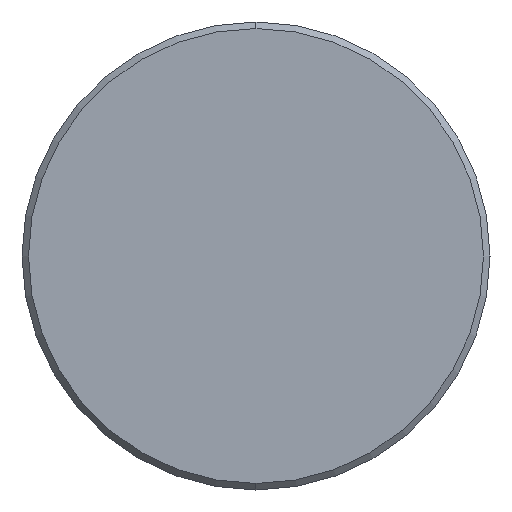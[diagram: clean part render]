
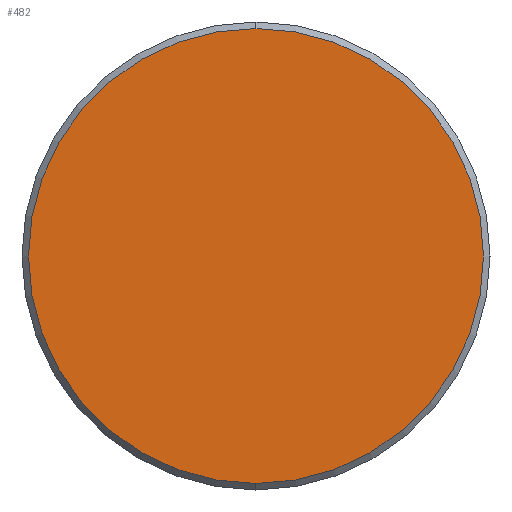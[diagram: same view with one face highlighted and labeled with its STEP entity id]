
A CAD part, left-side view. The second image highlights one B-rep face of the part: STEP entity #482.
In plain terms, the highlighted planar face has unit normal (-1, 0, 0).
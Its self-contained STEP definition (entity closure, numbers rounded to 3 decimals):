
#6 = CARTESIAN_POINT ( 'NONE',  ( -109.4, -35.42, -35.42 ) ) ;
#74 = AXIS2_PLACEMENT_3D ( 'NONE', #689, #386, #869 ) ;
#107 = DIRECTION ( 'NONE',  ( 0., 0., -1. ) ) ;
#127 = VERTEX_POINT ( 'NONE', #619 ) ;
#266 = CIRCLE ( 'NONE', #74, 35. ) ;
#272 = EDGE_LOOP ( 'NONE', ( #510, #528 ) ) ;
#386 = DIRECTION ( 'NONE',  ( -1., 0., 0. ) ) ;
#482 = ADVANCED_FACE ( 'NONE', ( #947 ), #736, .F. ) ;
#508 = CARTESIAN_POINT ( 'NONE',  ( -109.4, 0., 35. ) ) ;
#510 = ORIENTED_EDGE ( 'NONE', *, *, #791, .T. ) ;
#528 = ORIENTED_EDGE ( 'NONE', *, *, #576, .T. ) ;
#564 = AXIS2_PLACEMENT_3D ( 'NONE', #6, #814, #976 ) ;
#576 = EDGE_CURVE ( 'NONE', #597, #127, #868, .T. ) ;
#581 = DIRECTION ( 'NONE',  ( -1., 0., 0. ) ) ;
#597 = VERTEX_POINT ( 'NONE', #508 ) ;
#619 = CARTESIAN_POINT ( 'NONE',  ( -109.4, 0., -35. ) ) ;
#689 = CARTESIAN_POINT ( 'NONE',  ( -109.4, 0., 0. ) ) ;
#736 = PLANE ( 'NONE',  #564 ) ;
#743 = CARTESIAN_POINT ( 'NONE',  ( -109.4, 0., 0. ) ) ;
#791 = EDGE_CURVE ( 'NONE', #127, #597, #266, .T. ) ;
#814 = DIRECTION ( 'NONE',  ( 1., 0., 0. ) ) ;
#868 = CIRCLE ( 'NONE', #972, 35. ) ;
#869 = DIRECTION ( 'NONE',  ( 0., 0., -1. ) ) ;
#947 = FACE_OUTER_BOUND ( 'NONE', #272, .T. ) ;
#972 = AXIS2_PLACEMENT_3D ( 'NONE', #743, #581, #107 ) ;
#976 = DIRECTION ( 'NONE',  ( 0., 1., 0. ) ) ;
